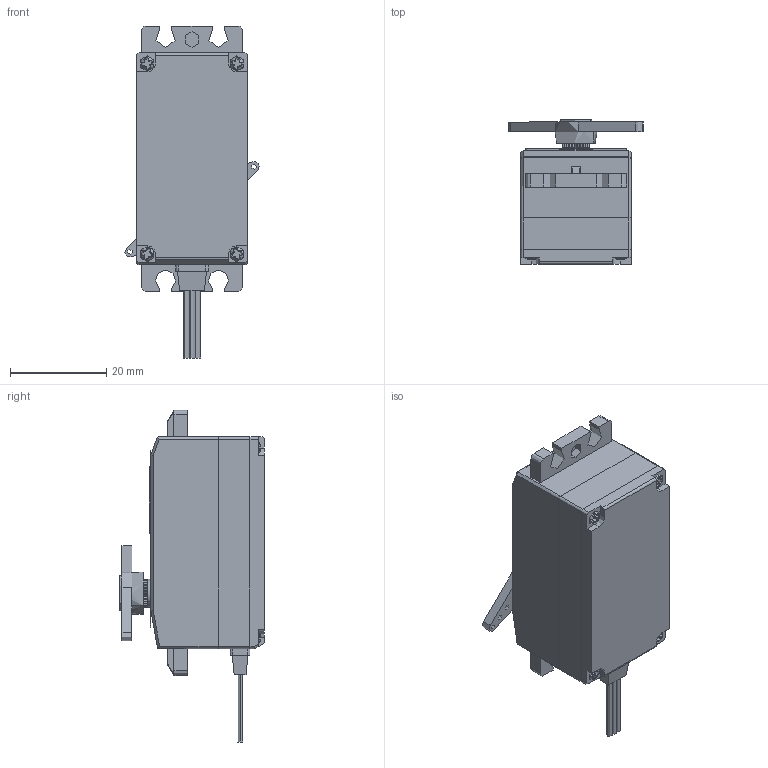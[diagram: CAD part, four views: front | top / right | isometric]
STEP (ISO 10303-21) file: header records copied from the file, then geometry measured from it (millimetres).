
FILE_DESCRIPTION (( 'STEP AP214' ), '1' );
FILE_NAME ('MYSTERY SDS-S0070, ANALOG SERVO.STEP', '2019-08-10T06:08:46', ( '' ), ( '' ), 'SwSTEP 2.0', 'SolidWorks 2018', '' );
FILE_SCHEMA (( 'AUTOMOTIVE_DESIGN' ));
Length unit declared in the file: millimetre
Products named in the file (19): MYSTERY SDS-S0070, ANALOG SERVO, SHAFT; MYSTERY SDS-S0070, ANALOG SERVO, MAIN BODY, TOP; MYSTERY SDS-S0070, ANALOG SERVO, MAIN BODY, BOTTOM; MYSTERY SDS-S0070, ANALOG SERVO, HORN; MYSTERY SDS-S0070, ANALOG SERVO, MAIN BODY, MIDDLE; MYSTERY SDS-S0070, ANALOG SERVO, CONNECTOR; MYSTERY SDS-S0070, ANALOG SERVO, M2X6, PAN HEAD PHILLIPS MACHINE SCREW,; MYSTERY SDS-S0070, ANALOG SERVO, M2X6, PAN HEAD PHILLIPS MACHINE SCREW,_default; MYSTERY SDS-S0070, ANALOG SERVO
Assembly tree (14 placements, depth 2):
  MYSTERY SDS-S0070, ANALOG SERVO, MAIN BODY, TOP
  MYSTERY SDS-S0070, ANALOG SERVO, MAIN BODY, BOTTOM
  MYSTERY SDS-S0070, ANALOG SERVO, SHAFT
  MYSTERY SDS-S0070, ANALOG SERVO, HORN
  MYSTERY SDS-S0070, ANALOG SERVO, MAIN BODY, MIDDLE
Bounding box: 27.88 x 30.1 x 69 mm (x, y, z)
Volume: 18832 mm3; surface area: 10749.7 mm2
Topology: 12 solids, 12 shells, 669 faces, 1774 edges, 1138 vertices
Faces by surface type: plane 328, cylinder 261, cone 30, bspline 20, torus 16, sphere 14
Entity records: 18321 total; most frequent: CARTESIAN_POINT 5344, ORIENTED_EDGE 2570, DIRECTION 2560, EDGE_CURVE 1285, AXIS2_PLACEMENT_3D 908, VERTEX_POINT 821, VECTOR 744, LINE 744
